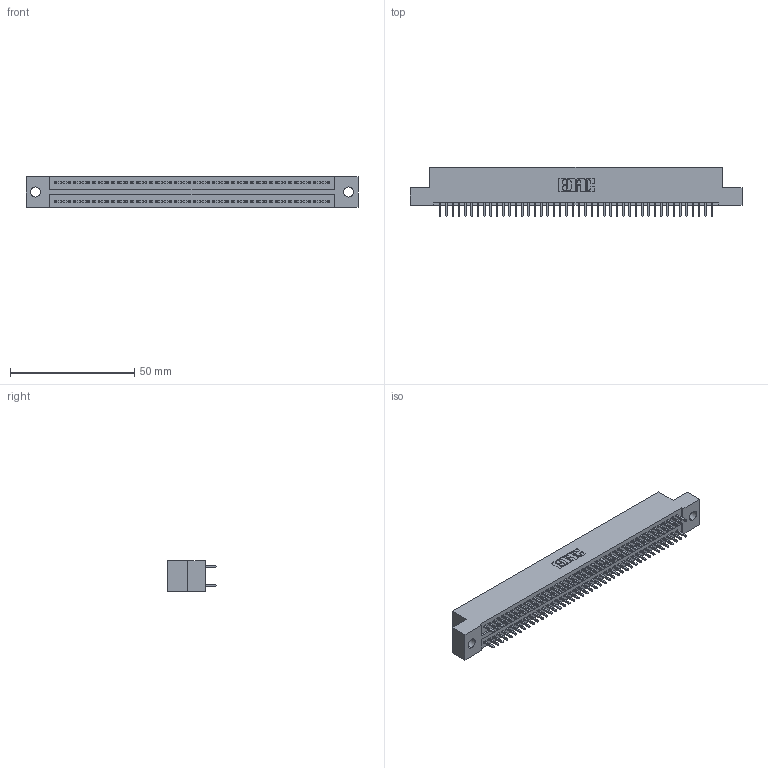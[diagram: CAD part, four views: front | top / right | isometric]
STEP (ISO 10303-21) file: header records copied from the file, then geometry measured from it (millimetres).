
FILE_DESCRIPTION (( 'STEP AP203' ), '1' );
FILE_NAME ('325-088-520-209.STEP', '2020-02-25T05:27:40', ( '' ), ( '' ), 'SwSTEP 2.0', 'SolidWorks 2016', '' );
FILE_SCHEMA (( 'CONFIG_CONTROL_DESIGN' ));
Length unit declared in the file: inch
Products named in the file (3): 325 Part_.160 TH; 325-088-520-209; 325-292-001_325-293-120
Assembly tree (89 placements, depth 2):
  325-088-520-209
    325 Part_.160 TH
    325-292-001_325-293-120  x88
Bounding box: 133.48 x 19.68 x 12.45 mm (x, y, z)
Volume: 17005.3 mm3; surface area: 20372.6 mm2
Topology: 89 solids, 89 shells, 4690 faces, 13951 edges, 9182 vertices
Faces by surface type: plane 3238, cylinder 1452
Entity records: 28069 total; most frequent: CARTESIAN_POINT 4650, ORIENTED_EDGE 4586, DIRECTION 3969, EDGE_CURVE 2293, VECTOR 2165, LINE 2165, VERTEX_POINT 1526, AXIS2_PLACEMENT_3D 902
